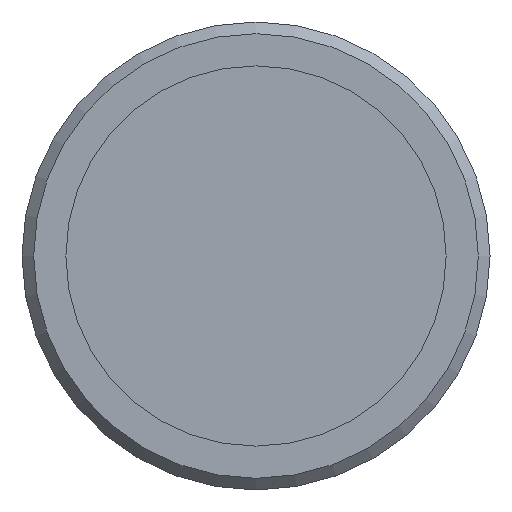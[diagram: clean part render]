
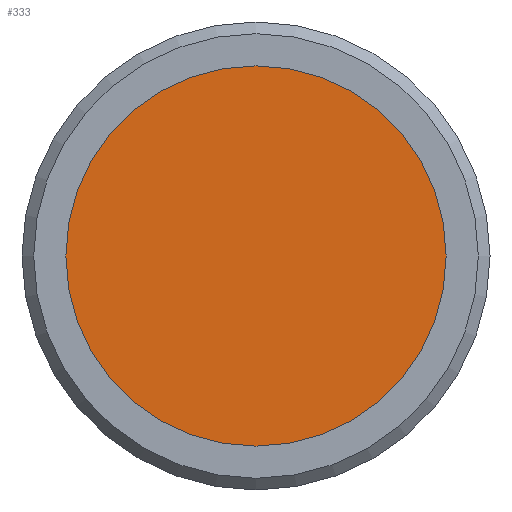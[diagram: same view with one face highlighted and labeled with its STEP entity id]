
A CAD part, front view. The second image highlights one B-rep face of the part: STEP entity #333.
In plain terms, the highlighted planar face has unit normal (0, -1, 0).
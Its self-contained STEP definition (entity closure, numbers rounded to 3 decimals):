
#30=PLANE('',#395);
#50=FACE_OUTER_BOUND('',#77,.T.);
#77=EDGE_LOOP('',(#263));
#102=CIRCLE('',#394,3.25);
#158=VERTEX_POINT('',#639);
#193=EDGE_CURVE('',#158,#158,#102,.T.);
#263=ORIENTED_EDGE('',*,*,#193,.T.);
#333=ADVANCED_FACE('',(#50),#30,.T.);
#394=AXIS2_PLACEMENT_3D('',#640,#484,#485);
#395=AXIS2_PLACEMENT_3D('',#642,#487,#488);
#484=DIRECTION('center_axis',(0.,-1.,0.));
#485=DIRECTION('ref_axis',(1.,0.,0.));
#487=DIRECTION('center_axis',(0.,-1.,0.));
#488=DIRECTION('ref_axis',(0.,0.,
-1.));
#639=CARTESIAN_POINT('',(-3.25,-0.4,0.));
#640=CARTESIAN_POINT('Origin',(0.,-0.4,
0.));
#642=CARTESIAN_POINT('Origin',(1.45,-0.4,0.));
